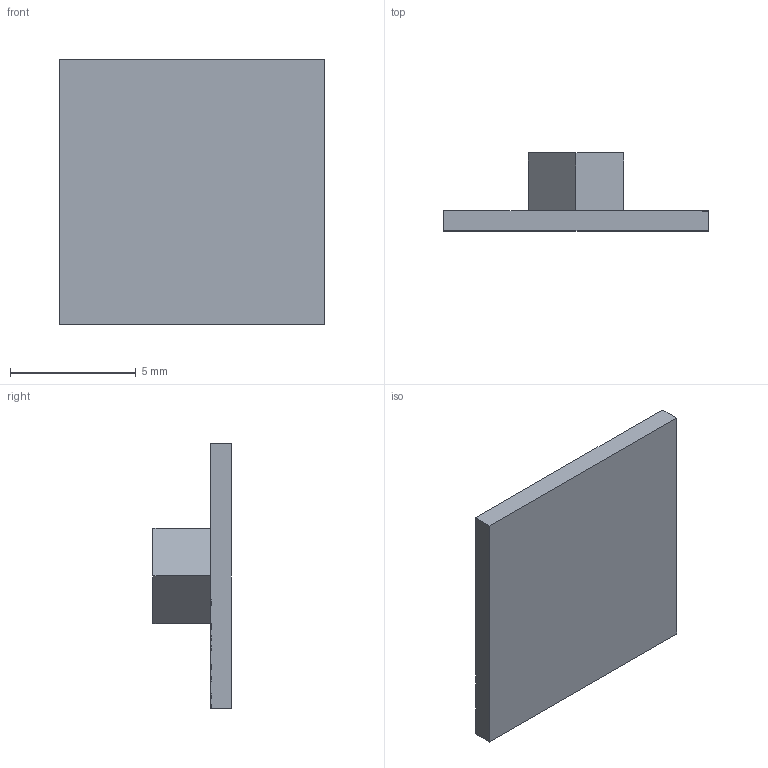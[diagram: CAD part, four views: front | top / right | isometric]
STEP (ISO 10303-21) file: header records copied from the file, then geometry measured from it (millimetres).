
FILE_DESCRIPTION (( 'STEP AP214' ), '1' );
FILE_NAME ('INGUN_108703.STEP', '2021-03-25T14:05:30', ( '' ), ( '' ), 'SwSTEP 2.0', 'SolidWorks 2018', '' );
FILE_SCHEMA (( 'AUTOMOTIVE_DESIGN' ));
Length unit declared in the file: millimetre
Products named in the file (1): INGUN_108703
Bounding box: 10.5 x 3.1 x 10.5 mm (x, y, z)
Volume: 104.1 mm3; surface area: 303.3 mm2
Topology: 2 solids, 2 shells, 116 faces, 324 edges, 216 vertices
Faces by surface type: plane 79, bspline 37
Entity records: 6154 total; most frequent: CARTESIAN_POINT 2501, ORIENTED_EDGE 648, DIRECTION 409, EDGE_CURVE 324, LINE 249, VECTOR 249, VERTEX_POINT 216, EDGE_LOOP 120
